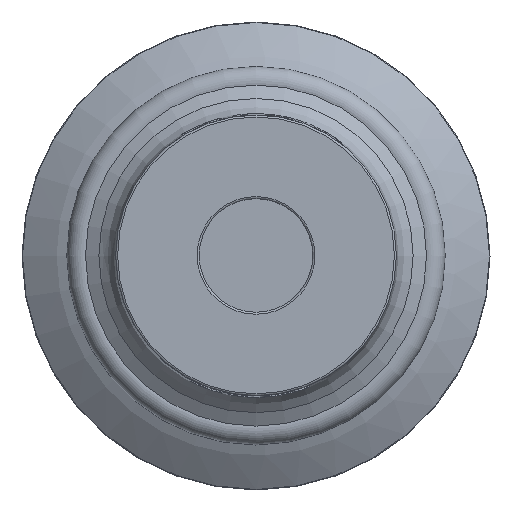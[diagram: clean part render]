
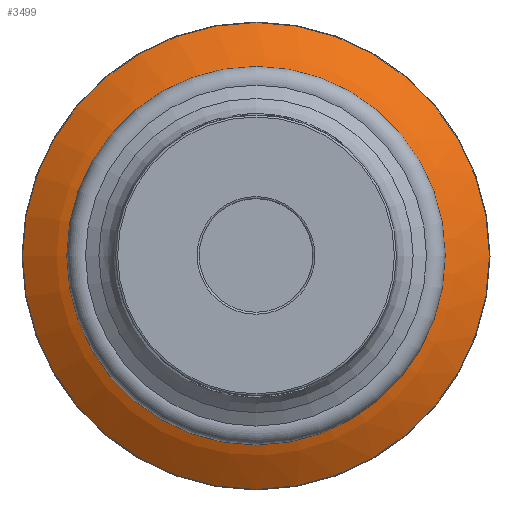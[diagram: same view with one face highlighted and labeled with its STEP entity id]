
A CAD part, top view. The second image highlights one B-rep face of the part: STEP entity #3499.
In plain terms, the highlighted toroidal (fillet/blend) face has major radius 4.871 mm and minor radius 21 mm.
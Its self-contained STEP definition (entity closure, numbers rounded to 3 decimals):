
#139=DEGENERATE_TOROIDAL_SURFACE('',#3770,4.871,21.,.T.);
#618=CIRCLE('',#3769,9.246);
#619=CIRCLE('',#3771,17.46);
#829=ORIENTED_EDGE('',*,*,#1920,.F.);
#830=ORIENTED_EDGE('',*,*,#1919,.T.);
#1919=EDGE_CURVE('',#2469,#2469,#618,.T.);
#1920=EDGE_CURVE('',#2470,#2470,#619,.T.);
#2469=VERTEX_POINT('',#5113);
#2470=VERTEX_POINT('',#5116);
#3003=EDGE_LOOP('',(#829));
#3004=EDGE_LOOP('',(#830));
#3253=FACE_BOUND('',#3003,.T.);
#3254=FACE_BOUND('',#3004,.T.);
#3499=ADVANCED_FACE('',(#3253,#3254),#139,.T.);
#3769=AXIS2_PLACEMENT_3D('',#5112,#4023,#4024);
#3770=AXIS2_PLACEMENT_3D('',#5114,#4025,#4026);
#3771=AXIS2_PLACEMENT_3D('',#5115,#4027,#4028);
#4023=DIRECTION('',(0.,0.,-1.));
#4024=DIRECTION('',(-1.,0.,0.));
#4025=DIRECTION('',(0.,0.,-1.));
#4026=DIRECTION('',(-1.,0.,0.));
#4027=DIRECTION('',(0.,0.,-1.));
#4028=DIRECTION('',(-1.,0.,0.));
#5112=CARTESIAN_POINT('',(0.,0.,-20.589));
#5113=CARTESIAN_POINT('',(-9.246,0.,-20.589));
#5114=CARTESIAN_POINT('',(0.,0.,-41.128));
#5115=CARTESIAN_POINT('',(0.,0.,-24.32));
#5116=CARTESIAN_POINT('',(-17.46,0.,-24.32));
